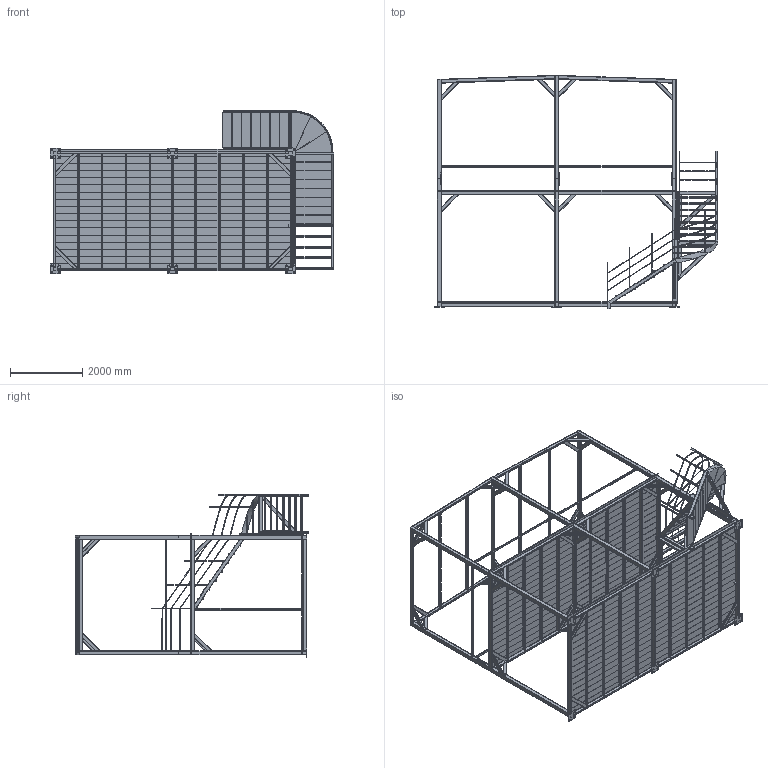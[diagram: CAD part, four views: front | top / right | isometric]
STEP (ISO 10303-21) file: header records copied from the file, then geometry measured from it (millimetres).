
FILE_DESCRIPTION(('FreeCAD Model'),'2;1');
FILE_NAME('Open CASCADE Shape Model','2025-05-09T06:23:48',('FreeCAD'),( 'FreeCAD'),'Open CASCADE STEP processor 7.6','FreeCAD','Unknown');
FILE_SCHEMA(('AUTOMOTIVE_DESIGN { 1 0 10303 214 1 1 1 1 }'));
Products named in the file (1): Open CASCADE STEP translator 7.6 1
Bounding box: 7856.52 x 6468.48 x 4542.84 mm (x, y, z)
Volume: 1501102298.4 mm3; surface area: 266790469.8 mm2
Topology: 280 solids, 280 shells, 4299 faces, 10768 edges, 7016 vertices
Faces by surface type: bspline 4299
Entity records: 124160 total; most frequent: CARTESIAN_POINT 60282, ORIENTED_EDGE 21536, EDGE_CURVE 10768, B_SPLINE_CURVE_WITH_KNOTS 7168, VERTEX_POINT 7016, FACE_BOUND 5044, EDGE_LOOP 5044, ADVANCED_FACE 4299
